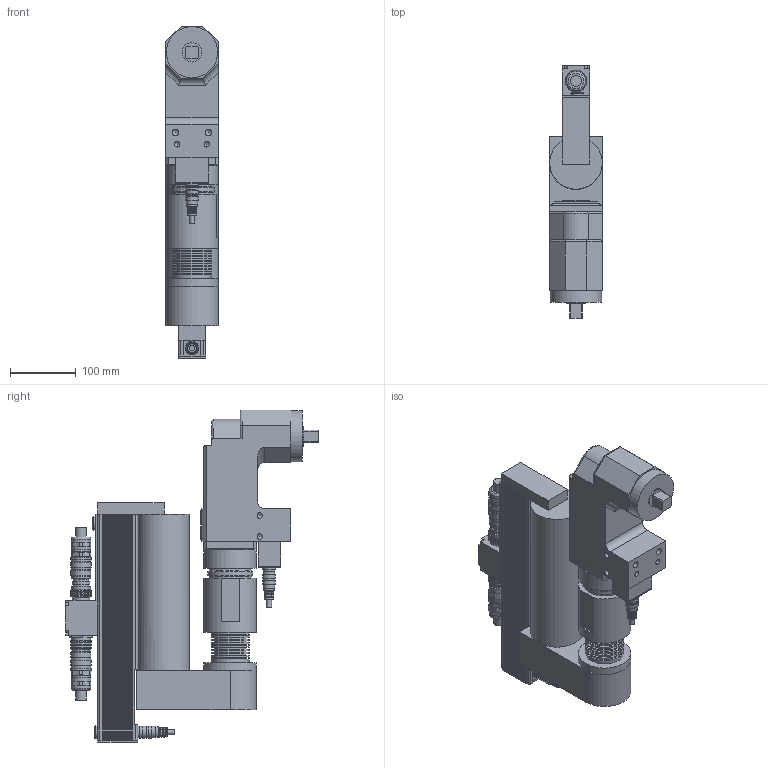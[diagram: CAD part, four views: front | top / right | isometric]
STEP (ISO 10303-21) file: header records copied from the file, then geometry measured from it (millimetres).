
FILE_DESCRIPTION((''),'2;1');
FILE_NAME('947587A4.stp','2011-03-25T14:05:11',('e4c32'),(''),'Autodesk Inventor 11','Autodesk Inventor 11','');
FILE_SCHEMA(('AUTOMOTIVE_DESIGN { 1 0 10303 214 1 1 1 1 }'));
Length unit declared in the file: millimetre
Products named in the file (6): 947587A4_IAM_001; 3WK2B_IPT_001; 3BUTS-3BXA_IPT_001.ipt_Motorumlenkung und Getriebe; 961089-002_IPT_002.ipt_Stecker gerade; 961104-005_IPT_002.ipt_Stecker gerade; 961104-005_IPT_001.ipt_Stecker gerade
Assembly tree (6 placements, depth 2):
  947587A4_IAM_001
    3WK2B_IPT_001
    3BUTS-3BXA_IPT_001.ipt_Motorumlenkung und Getriebe
    961089-002_IPT_002.ipt_Stecker gerade  x2
    961104-005_IPT_002.ipt_Stecker gerade
    961104-005_IPT_001.ipt_Stecker gerade
Bounding box: 80.5 x 385.05 x 505.3 mm (x, y, z)
Volume: 5868033.4 mm3; surface area: 441539.1 mm2
Topology: 6 solids, 6 shells, 1149 faces, 2874 edges, 1816 vertices
Faces by surface type: plane 753, cylinder 242, bspline 104, cone 37, torus 13
Full cylindrical faces by diameter (mm): 8 x2, 8.376 x2, 13.4 x2, 13.5 x1, 14 x10, 14.2 x2, 15.5 x1, 16 x6, 16.5 x2, 17.5 x1, 17.587 x4, 18 x6, 18.7 x4, 20 x4, 22.5 x1, 24 x1, 25.5 x1, 26.4 x1, 27 x1, 27.047 x1, 28 x2, 28.5 x1, 29.5 x3, 29.8 x4, 30 x5, 30.4 x2, 30.5 x3, 30.609 x1, 30.8 x4, 48 x8
Entity records: 31755 total; most frequent: CARTESIAN_POINT 6888, ORIENTED_EDGE 5288, DIRECTION 4744, EDGE_CURVE 2644, VERTEX_POINT 1751, VECTOR 1698, LINE 1698, AXIS2_PLACEMENT_3D 1523
